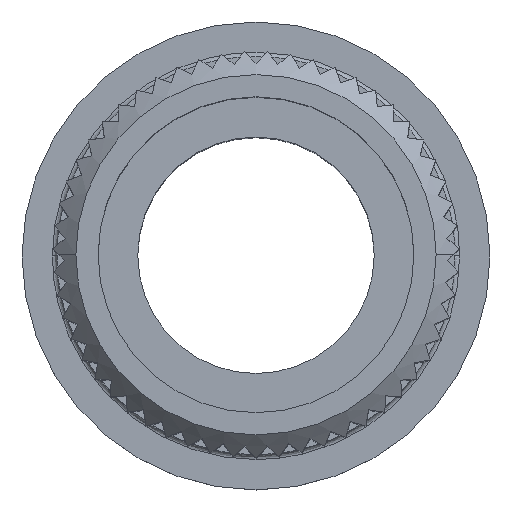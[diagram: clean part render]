
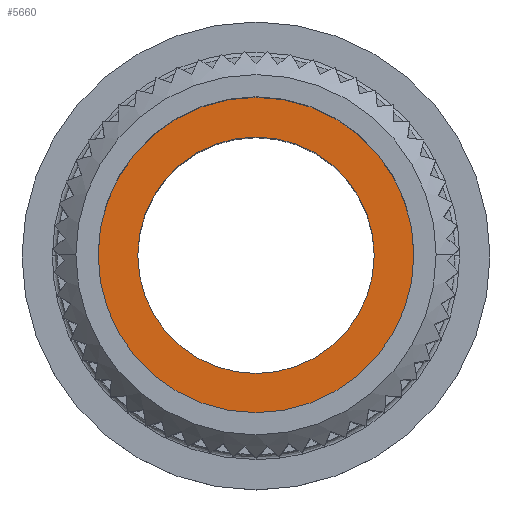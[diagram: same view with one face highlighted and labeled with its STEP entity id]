
A CAD part, top view. The second image highlights one B-rep face of the part: STEP entity #5660.
In plain terms, the highlighted planar face has unit normal (0, 0, 1).
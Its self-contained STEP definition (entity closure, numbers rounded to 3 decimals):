
#103 = ORIENTED_EDGE ( 'NONE', *, *, #3117, .T. ) ;
#123 = CARTESIAN_POINT ( 'NONE',  ( 0., 5.053, 18. ) ) ;
#322 = DIRECTION ( 'NONE',  ( 0., -1., 0. ) ) ;
#507 = AXIS2_PLACEMENT_3D ( 'NONE', #3159, #5379, #7101 ) ;
#587 = FACE_OUTER_BOUND ( 'NONE', #6456, .T. ) ;
#852 = PLANE ( 'NONE',  #1885 ) ;
#878 = DIRECTION ( 'NONE',  ( 0., -1., 0. ) ) ;
#1088 = ORIENTED_EDGE ( 'NONE', *, *, #4786, .T. ) ;
#1633 = DIRECTION ( 'NONE',  ( 0., 0., -1. ) ) ;
#1885 = AXIS2_PLACEMENT_3D ( 'NONE', #7104, #3190, #322 ) ;
#1998 = CARTESIAN_POINT ( 'NONE',  ( 0., 6.75, 18. ) ) ;
#2154 = CARTESIAN_POINT ( 'NONE',  ( 0., 0., 18. ) ) ;
#2762 = ORIENTED_EDGE ( 'NONE', *, *, #2900, .T. ) ;
#2900 = EDGE_CURVE ( 'NONE', #4741, #7317, #7271, .T. ) ;
#2939 = ORIENTED_EDGE ( 'NONE', *, *, #6965, .T. ) ;
#3014 = CARTESIAN_POINT ( 'NONE',  ( 0., 0., 18. ) ) ;
#3117 = EDGE_CURVE ( 'NONE', #4284, #6994, #6374, .T. ) ;
#3159 = CARTESIAN_POINT ( 'NONE',  ( 0., 0., 18. ) ) ;
#3190 = DIRECTION ( 'NONE',  ( 0., 0., 1. ) ) ;
#3598 = DIRECTION ( 'NONE',  ( 0., 0., -1. ) ) ;
#3918 = AXIS2_PLACEMENT_3D ( 'NONE', #4750, #5888, #878 ) ;
#4160 = FACE_BOUND ( 'NONE', #4235, .T. ) ;
#4235 = EDGE_LOOP ( 'NONE', ( #1088, #2762 ) ) ;
#4284 = VERTEX_POINT ( 'NONE', #1998 ) ;
#4306 = CARTESIAN_POINT ( 'NONE',  ( 0., -5.053, 18. ) ) ;
#4380 = CARTESIAN_POINT ( 'NONE',  ( 0., -6.75, 18. ) ) ;
#4741 = VERTEX_POINT ( 'NONE', #4306 ) ;
#4750 = CARTESIAN_POINT ( 'NONE',  ( 0., 0., 18. ) ) ;
#4786 = EDGE_CURVE ( 'NONE', #7317, #4741, #7059, .T. ) ;
#5044 = DIRECTION ( 'NONE',  ( 0., 1., 0. ) ) ;
#5177 = AXIS2_PLACEMENT_3D ( 'NONE', #3014, #3598, #5268 ) ;
#5268 = DIRECTION ( 'NONE',  ( 0., 1., 0. ) ) ;
#5379 = DIRECTION ( 'NONE',  ( 0., 0., 1. ) ) ;
#5459 = CIRCLE ( 'NONE', #507, 6.75 ) ;
#5485 = AXIS2_PLACEMENT_3D ( 'NONE', #2154, #1633, #5044 ) ;
#5660 = ADVANCED_FACE ( 'NONE', ( #4160, #587 ), #852, .T. ) ;
#5888 = DIRECTION ( 'NONE',  ( 0., 0., 1. ) ) ;
#6374 = CIRCLE ( 'NONE', #3918, 6.75 ) ;
#6456 = EDGE_LOOP ( 'NONE', ( #2939, #103 ) ) ;
#6965 = EDGE_CURVE ( 'NONE', #6994, #4284, #5459, .T. ) ;
#6994 = VERTEX_POINT ( 'NONE', #4380 ) ;
#7059 = CIRCLE ( 'NONE', #5485, 5.053 ) ;
#7101 = DIRECTION ( 'NONE',  ( 0., -1., 0. ) ) ;
#7104 = CARTESIAN_POINT ( 'NONE',  ( -7.425, -7.425, 18. ) ) ;
#7271 = CIRCLE ( 'NONE', #5177, 5.053 ) ;
#7317 = VERTEX_POINT ( 'NONE', #123 ) ;
